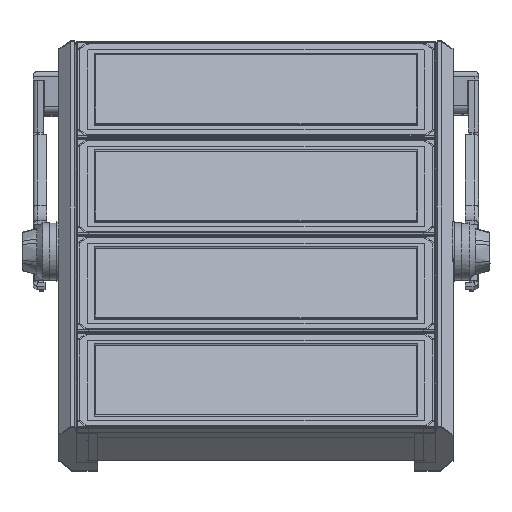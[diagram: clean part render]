
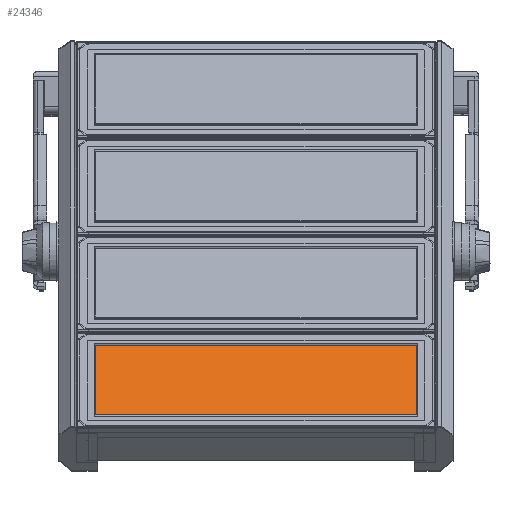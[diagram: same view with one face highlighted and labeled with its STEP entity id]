
A CAD part, top view. The second image highlights one B-rep face of the part: STEP entity #24346.
In plain terms, the highlighted face is planar.
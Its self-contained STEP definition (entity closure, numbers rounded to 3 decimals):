
#535 = ORIENTED_EDGE ( 'NONE', *, *, #19088, .F. ) ;
#2321 = DIRECTION ( 'NONE',  ( -1., 0., 0. ) ) ;
#2440 = VERTEX_POINT ( 'NONE', #18741 ) ;
#2852 = ORIENTED_EDGE ( 'NONE', *, *, #56930, .F. ) ;
#3725 = CARTESIAN_POINT ( 'NONE',  ( -213.229, 680.948, 453.082 ) ) ;
#3768 = CIRCLE ( 'NONE', #18335, 2. ) ;
#4836 = CARTESIAN_POINT ( 'NONE',  ( 211.229, 580.302, 352.436 ) ) ;
#5428 = CARTESIAN_POINT ( 'NONE',  ( 0., 630.625, 402.759 ) ) ;
#5662 = LINE ( 'NONE', #22946, #52948 ) ;
#6172 = VECTOR ( 'NONE', #39061, 1000. ) ;
#7330 = CARTESIAN_POINT ( 'NONE',  ( 211.229, 682.363, 454.496 ) ) ;
#10306 = PLANE ( 'NONE',  #33595 ) ;
#10522 = EDGE_CURVE ( 'NONE', #12766, #37085, #48230, .T. ) ;
#11124 = VERTEX_POINT ( 'NONE', #7330 ) ;
#12766 = VERTEX_POINT ( 'NONE', #38263 ) ;
#12831 = DIRECTION ( 'NONE',  ( 0., 0.707, 0.707 ) ) ;
#13999 = DIRECTION ( 'NONE',  ( 0., -0.707, 0.707 ) ) ;
#14623 = AXIS2_PLACEMENT_3D ( 'NONE', #52299, #57141, #53181 ) ;
#14851 = FACE_OUTER_BOUND ( 'NONE', #40496, .T. ) ;
#14878 = ORIENTED_EDGE ( 'NONE', *, *, #30940, .T. ) ;
#16026 = EDGE_CURVE ( 'NONE', #53311, #2440, #34134, .T. ) ;
#16474 = LINE ( 'NONE', #25278, #25468 ) ;
#18022 = EDGE_CURVE ( 'NONE', #53311, #11124, #26206, .T. ) ;
#18335 = AXIS2_PLACEMENT_3D ( 'NONE', #4836, #13999, #18464 ) ;
#18464 = DIRECTION ( 'NONE',  ( 0., -0.707, -0.707 ) ) ;
#18741 = CARTESIAN_POINT ( 'NONE',  ( 213.229, 580.302, 352.436 ) ) ;
#19055 = DIRECTION ( 'NONE',  ( 0., 0.707, 0.707 ) ) ;
#19088 = EDGE_CURVE ( 'NONE', #24912, #48356, #24370, .T. ) ;
#21587 = CARTESIAN_POINT ( 'NONE',  ( -211.229, 680.948, 453.082 ) ) ;
#21978 = VECTOR ( 'NONE', #47593, 1000. ) ;
#22946 = CARTESIAN_POINT ( 'NONE',  ( -213.229, 580.302, 352.436 ) ) ;
#22998 = VERTEX_POINT ( 'NONE', #46290 ) ;
#23600 = DIRECTION ( 'NONE',  ( 0., 0.707, -0.707 ) ) ;
#23840 = CARTESIAN_POINT ( 'NONE',  ( 211.229, 578.888, 351.022 ) ) ;
#24346 = ADVANCED_FACE ( 'NONE', ( #14851 ), #10306, .T. ) ;
#24370 = CIRCLE ( 'NONE', #58414, 2. ) ;
#24806 = ORIENTED_EDGE ( 'NONE', *, *, #18022, .F. ) ;
#24912 = VERTEX_POINT ( 'NONE', #27250 ) ;
#25278 = CARTESIAN_POINT ( 'NONE',  ( -211.229, 682.363, 454.496 ) ) ;
#25468 = VECTOR ( 'NONE', #34966, 1000. ) ;
#26206 = CIRCLE ( 'NONE', #14623, 2. ) ;
#27250 = CARTESIAN_POINT ( 'NONE',  ( -213.229, 580.302, 352.436 ) ) ;
#27803 = ORIENTED_EDGE ( 'NONE', *, *, #10522, .F. ) ;
#28404 = LINE ( 'NONE', #23840, #21978 ) ;
#30940 = EDGE_CURVE ( 'NONE', #12766, #11124, #16474, .T. ) ;
#33595 = AXIS2_PLACEMENT_3D ( 'NONE', #5428, #23600, #19055 ) ;
#33730 = ORIENTED_EDGE ( 'NONE', *, *, #49513, .T. ) ;
#34134 = LINE ( 'NONE', #47880, #6172 ) ;
#34779 = DIRECTION ( 'NONE',  ( 0., -0.707, 0.707 ) ) ;
#34966 = DIRECTION ( 'NONE',  ( 1., 0., 0. ) ) ;
#35508 = ORIENTED_EDGE ( 'NONE', *, *, #48772, .T. ) ;
#37085 = VERTEX_POINT ( 'NONE', #3725 ) ;
#38263 = CARTESIAN_POINT ( 'NONE',  ( -211.229, 682.363, 454.496 ) ) ;
#38491 = CARTESIAN_POINT ( 'NONE',  ( -211.229, 580.302, 352.436 ) ) ;
#39061 = DIRECTION ( 'NONE',  ( 0., -0.707, -0.707 ) ) ;
#39494 = AXIS2_PLACEMENT_3D ( 'NONE', #21587, #58723, #12831 ) ;
#40496 = EDGE_LOOP ( 'NONE', ( #33730, #535, #35508, #27803, #14878, #24806, #45795, #2852 ) ) ;
#45795 = ORIENTED_EDGE ( 'NONE', *, *, #16026, .T. ) ;
#46290 = CARTESIAN_POINT ( 'NONE',  ( 211.229, 578.888, 351.022 ) ) ;
#46988 = DIRECTION ( 'NONE',  ( 0., 0.707, 0.707 ) ) ;
#47593 = DIRECTION ( 'NONE',  ( -1., 0., 0. ) ) ;
#47880 = CARTESIAN_POINT ( 'NONE',  ( 213.229, 680.948, 453.082 ) ) ;
#48230 = CIRCLE ( 'NONE', #39494, 2. ) ;
#48332 = CARTESIAN_POINT ( 'NONE',  ( 213.229, 680.948, 453.082 ) ) ;
#48356 = VERTEX_POINT ( 'NONE', #55007 ) ;
#48772 = EDGE_CURVE ( 'NONE', #24912, #37085, #5662, .T. ) ;
#49513 = EDGE_CURVE ( 'NONE', #22998, #48356, #28404, .T. ) ;
#52299 = CARTESIAN_POINT ( 'NONE',  ( 211.229, 680.948, 453.082 ) ) ;
#52948 = VECTOR ( 'NONE', #46988, 1000. ) ;
#53181 = DIRECTION ( 'NONE',  ( 1., 0., 0. ) ) ;
#53311 = VERTEX_POINT ( 'NONE', #48332 ) ;
#55007 = CARTESIAN_POINT ( 'NONE',  ( -211.229, 578.888, 351.022 ) ) ;
#56930 = EDGE_CURVE ( 'NONE', #22998, #2440, #3768, .T. ) ;
#57141 = DIRECTION ( 'NONE',  ( 0., -0.707, 0.707 ) ) ;
#58414 = AXIS2_PLACEMENT_3D ( 'NONE', #38491, #34779, #2321 ) ;
#58723 = DIRECTION ( 'NONE',  ( 0., -0.707, 0.707 ) ) ;
